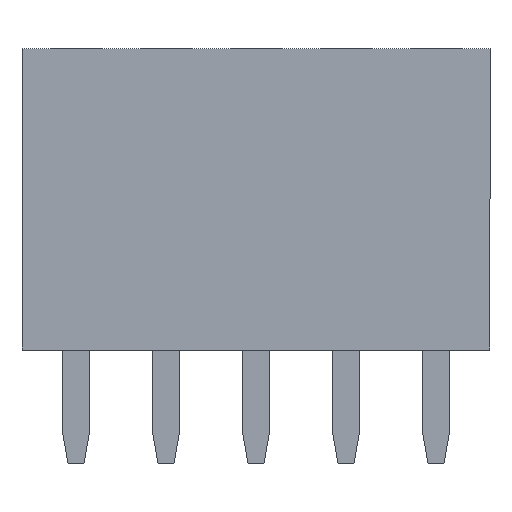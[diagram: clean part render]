
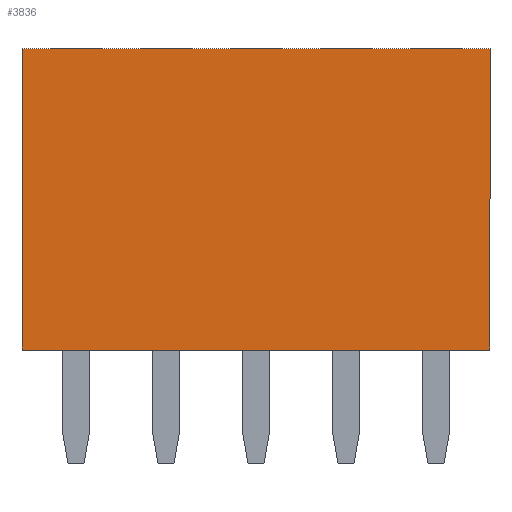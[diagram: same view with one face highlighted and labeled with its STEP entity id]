
A CAD part, top view. The second image highlights one B-rep face of the part: STEP entity #3836.
In plain terms, the highlighted planar face has unit normal (0, 0, 1).
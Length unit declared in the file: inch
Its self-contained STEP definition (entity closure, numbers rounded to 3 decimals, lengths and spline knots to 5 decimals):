
#322 = PLANE ( 'NONE',  #4052 ) ;
#499 = LINE ( 'NONE', #2112, #900 ) ;
#595 = DIRECTION ( 'NONE',  ( 1., 0., 0. ) ) ;
#654 = DIRECTION ( 'NONE',  ( 1., 0., 0. ) ) ;
#691 = EDGE_CURVE ( 'NONE', #4781, #1255, #4297, .T. ) ;
#815 = CARTESIAN_POINT ( 'NONE',  ( 0.26, 0.335, 0.05 ) ) ;
#900 = VECTOR ( 'NONE', #654, 39.37008 ) ;
#913 = EDGE_LOOP ( 'NONE', ( #3685, #2655, #3772, #3613 ) ) ;
#950 = LINE ( 'NONE', #1921, #3908 ) ;
#1124 = CARTESIAN_POINT ( 'NONE',  ( -0.26, 0.335, 0.05 ) ) ;
#1255 = VERTEX_POINT ( 'NONE', #3107 ) ;
#1467 = VECTOR ( 'NONE', #2305, 39.37008 ) ;
#1584 = LINE ( 'NONE', #1888, #1467 ) ;
#1662 = VECTOR ( 'NONE', #595, 39.37008 ) ;
#1834 = DIRECTION ( 'NONE',  ( 0., 0., -1. ) ) ;
#1888 = CARTESIAN_POINT ( 'NONE',  ( -0.26, 0.335, 0.05 ) ) ;
#1921 = CARTESIAN_POINT ( 'NONE',  ( 0.26, 0.335, 0.05 ) ) ;
#1968 = DIRECTION ( 'NONE',  ( 0., -1., 0. ) ) ;
#2112 = CARTESIAN_POINT ( 'NONE',  ( 0.26, 0.335, 0.05 ) ) ;
#2305 = DIRECTION ( 'NONE',  ( 0., -1., 0. ) ) ;
#2349 = FACE_OUTER_BOUND ( 'NONE', #913, .T. ) ;
#2510 = CARTESIAN_POINT ( 'NONE',  ( -0.26, 0.335, 0.05 ) ) ;
#2655 = ORIENTED_EDGE ( 'NONE', *, *, #4469, .F. ) ;
#2864 = CARTESIAN_POINT ( 'NONE',  ( -0.26, 0., 0.05 ) ) ;
#3107 = CARTESIAN_POINT ( 'NONE',  ( 0.26, 0., 0.05 ) ) ;
#3129 = CARTESIAN_POINT ( 'NONE',  ( -0.26, 0., 0.05 ) ) ;
#3613 = ORIENTED_EDGE ( 'NONE', *, *, #691, .T. ) ;
#3685 = ORIENTED_EDGE ( 'NONE', *, *, #4170, .F. ) ;
#3772 = ORIENTED_EDGE ( 'NONE', *, *, #4685, .T. ) ;
#3836 = ADVANCED_FACE ( 'NONE', ( #2349 ), #322, .F. ) ;
#3908 = VECTOR ( 'NONE', #1968, 39.37008 ) ;
#3979 = DIRECTION ( 'NONE',  ( -1., 0., 0. ) ) ;
#4052 = AXIS2_PLACEMENT_3D ( 'NONE', #2510, #1834, #3979 ) ;
#4170 = EDGE_CURVE ( 'NONE', #4219, #1255, #950, .T. ) ;
#4219 = VERTEX_POINT ( 'NONE', #815 ) ;
#4297 = LINE ( 'NONE', #2864, #1662 ) ;
#4469 = EDGE_CURVE ( 'NONE', #4691, #4219, #499, .T. ) ;
#4685 = EDGE_CURVE ( 'NONE', #4691, #4781, #1584, .T. ) ;
#4691 = VERTEX_POINT ( 'NONE', #1124 ) ;
#4781 = VERTEX_POINT ( 'NONE', #3129 ) ;
